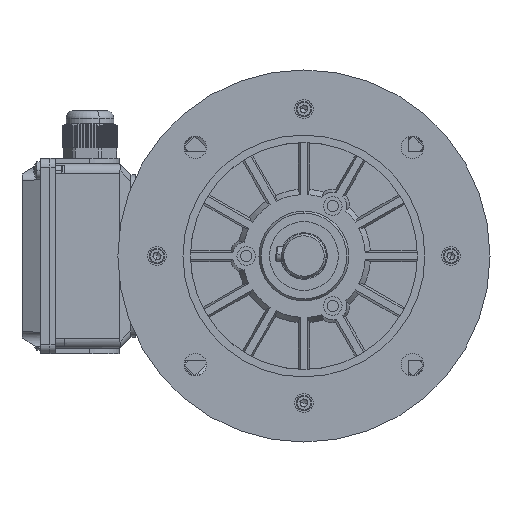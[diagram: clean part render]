
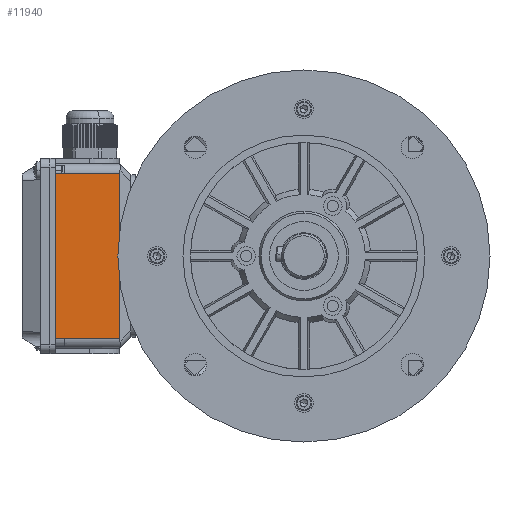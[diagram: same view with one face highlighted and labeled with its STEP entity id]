
A CAD part, left-side view. The second image highlights one B-rep face of the part: STEP entity #11940.
In plain terms, the highlighted face is planar.
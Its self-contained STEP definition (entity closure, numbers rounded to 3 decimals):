
#2862 = FACE_OUTER_BOUND ( 'NONE', #7507, .T. ) ;
#3797 = ORIENTED_EDGE ( 'NONE', *, *, #9935, .F. ) ;
#5373 = EDGE_CURVE ( 'NONE', #45547, #65523, #21818, .T. ) ;
#7017 = DIRECTION ( 'NONE',  ( 0., -1., 0. ) ) ;
#7507 = EDGE_LOOP ( 'NONE', ( #33824, #53979, #3797, #77582 ) ) ;
#9935 = EDGE_CURVE ( 'NONE', #45547, #99408, #53601, .T. ) ;
#9996 = CARTESIAN_POINT ( 'NONE',  ( -44.5, 68., 39.5 ) ) ;
#11940 = ADVANCED_FACE ( 'NONE', ( #2862 ), #30636, .F. ) ;
#16654 = CARTESIAN_POINT ( 'NONE',  ( -44.5, 68., 5. ) ) ;
#18806 = CARTESIAN_POINT ( 'NONE',  ( -52.5, 68., 39.5 ) ) ;
#21818 = LINE ( 'NONE', #9996, #91554 ) ;
#28078 = EDGE_CURVE ( 'NONE', #45895, #99408, #107996, .T. ) ;
#29759 = DIRECTION ( 'NONE',  ( 1., 0., 0. ) ) ;
#29971 = VECTOR ( 'NONE', #29759, 1000. ) ;
#30636 = PLANE ( 'NONE',  #47533 ) ;
#33824 = ORIENTED_EDGE ( 'NONE', *, *, #42960, .T. ) ;
#36567 = CARTESIAN_POINT ( 'NONE',  ( 44.5, 68., 5. ) ) ;
#41607 = CARTESIAN_POINT ( 'NONE',  ( -52.5, 68., 39.5 ) ) ;
#42960 = EDGE_CURVE ( 'NONE', #65523, #45895, #53410, .T. ) ;
#45547 = VERTEX_POINT ( 'NONE', #16654 ) ;
#45895 = VERTEX_POINT ( 'NONE', #52050 ) ;
#47533 = AXIS2_PLACEMENT_3D ( 'NONE', #18806, #7017, #110600 ) ;
#52050 = CARTESIAN_POINT ( 'NONE',  ( 44.5, 68., 39.5 ) ) ;
#53410 = LINE ( 'NONE', #41607, #29971 ) ;
#53601 = LINE ( 'NONE', #74521, #56039 ) ;
#53979 = ORIENTED_EDGE ( 'NONE', *, *, #28078, .T. ) ;
#56039 = VECTOR ( 'NONE', #62670, 1000. ) ;
#62670 = DIRECTION ( 'NONE',  ( 1., 0., 0. ) ) ;
#65523 = VERTEX_POINT ( 'NONE', #86546 ) ;
#74521 = CARTESIAN_POINT ( 'NONE',  ( -52.5, 68., 5. ) ) ;
#77582 = ORIENTED_EDGE ( 'NONE', *, *, #5373, .T. ) ;
#84394 = DIRECTION ( 'NONE',  ( 0., 0., -1. ) ) ;
#86546 = CARTESIAN_POINT ( 'NONE',  ( -44.5, 68., 39.5 ) ) ;
#91554 = VECTOR ( 'NONE', #113592, 1000. ) ;
#92841 = VECTOR ( 'NONE', #84394, 1000. ) ;
#96190 = CARTESIAN_POINT ( 'NONE',  ( 44.5, 68., 39.5 ) ) ;
#99408 = VERTEX_POINT ( 'NONE', #36567 ) ;
#107996 = LINE ( 'NONE', #96190, #92841 ) ;
#110600 = DIRECTION ( 'NONE',  ( 0., 0., -1. ) ) ;
#113592 = DIRECTION ( 'NONE',  ( 0., 0., 1. ) ) ;
